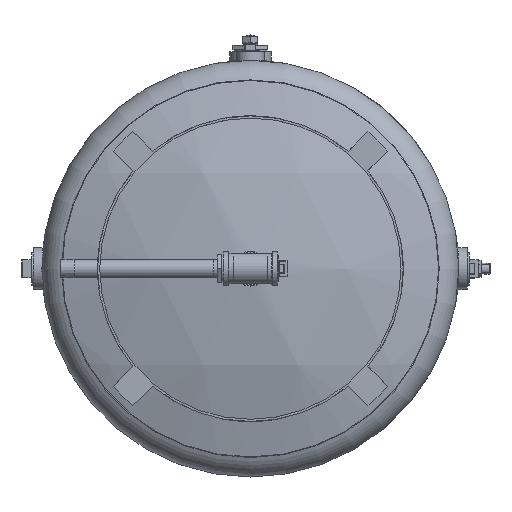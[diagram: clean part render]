
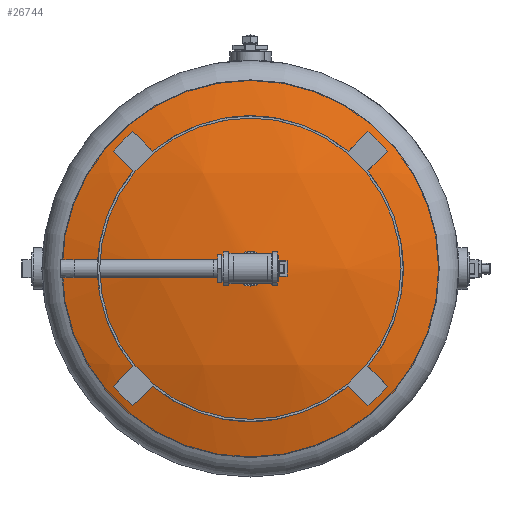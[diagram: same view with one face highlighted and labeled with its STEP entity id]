
A CAD part, front view. The second image highlights one B-rep face of the part: STEP entity #26744.
In plain terms, the highlighted spherical face has radius 1019.17 mm.
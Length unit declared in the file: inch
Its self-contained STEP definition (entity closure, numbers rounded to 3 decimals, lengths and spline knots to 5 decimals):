
#526=SPHERICAL_SURFACE('',#28515,40.125);
#2636=FACE_BOUND('',#6247,.T.);
#2990=CIRCLE('',#28500,1.25);
#2991=CIRCLE('',#28501,1.25);
#3001=CIRCLE('',#28513,13.59498);
#3002=CIRCLE('',#28514,13.59498);
#4667=FACE_OUTER_BOUND('',#6246,.T.);
#6246=EDGE_LOOP('',(#18661,#18662));
#6247=EDGE_LOOP('',(#18663,#18664));
#11711=VERTEX_POINT('',#41519);
#11712=VERTEX_POINT('',#41521);
#11719=VERTEX_POINT('',#41540);
#11720=VERTEX_POINT('',#41542);
#14460=EDGE_CURVE('',#11711,#11712,#2990,.T.);
#14461=EDGE_CURVE('',#11712,#11711,#2991,.T.);
#14471=EDGE_CURVE('',#11719,#11720,#3001,.T.);
#14472=EDGE_CURVE('',#11720,#11719,#3002,.T.);
#18661=ORIENTED_EDGE('',*,*,#14472,.F.);
#18662=ORIENTED_EDGE('',*,*,#14471,.F.);
#18663=ORIENTED_EDGE('',*,*,#14461,.F.);
#18664=ORIENTED_EDGE('',*,*,#14460,.F.);
#26744=ADVANCED_FACE('',(#4667,#2636),#526,.T.);
#28500=AXIS2_PLACEMENT_3D('',#41522,#32015,#32016);
#28501=AXIS2_PLACEMENT_3D('',#41523,#32017,#32018);
#28513=AXIS2_PLACEMENT_3D('',#41543,#32041,#32042);
#28514=AXIS2_PLACEMENT_3D('',#41544,#32043,#32044);
#28515=AXIS2_PLACEMENT_3D('',#41545,#32045,#32046);
#32015=DIRECTION('center_axis',(0.,-1.,0.));
#32016=DIRECTION('ref_axis',(1.,0.,0.));
#32017=DIRECTION('center_axis',(0.,-1.,0.));
#32018=DIRECTION('ref_axis',(1.,0.,0.));
#32041=DIRECTION('center_axis',(0.,1.,0.));
#32042=DIRECTION('ref_axis',(1.,0.,0.));
#32043=DIRECTION('center_axis',(0.,1.,0.));
#32044=DIRECTION('ref_axis',(1.,0.,0.));
#32045=DIRECTION('center_axis',(0.,0.,-1.));
#32046=DIRECTION('ref_axis',(1.,0.,0.));
#41519=CARTESIAN_POINT('',(1.25,-1.47356,0.));
#41521=CARTESIAN_POINT('',(-1.25,-1.47356,0.));
#41522=CARTESIAN_POINT('Origin',(0.,-1.47356,
0.));
#41523=CARTESIAN_POINT('Origin',(0.,-1.47356,
0.));
#41540=CARTESIAN_POINT('',(-13.59498,0.88025,0.));
#41542=CARTESIAN_POINT('',(13.59498,0.88025,0.));
#41543=CARTESIAN_POINT('Origin',(0.,0.88025,
0.));
#41544=CARTESIAN_POINT('Origin',(0.,0.88025,
0.));
#41545=CARTESIAN_POINT('Origin',(0.,38.63197,0.));
